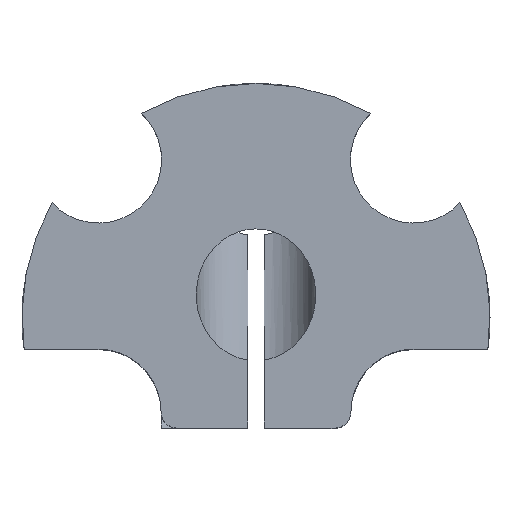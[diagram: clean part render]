
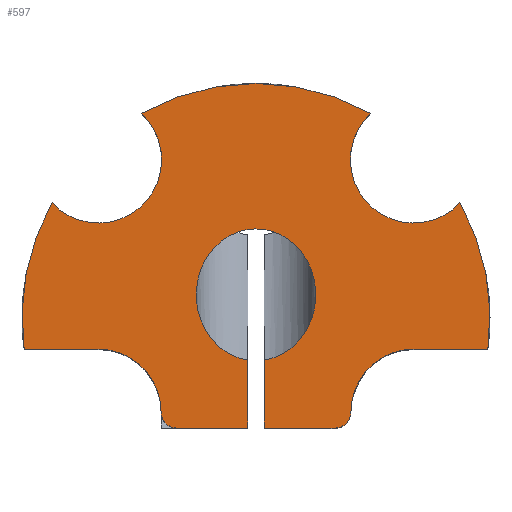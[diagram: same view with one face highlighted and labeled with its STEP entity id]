
A CAD part, top view. The second image highlights one B-rep face of the part: STEP entity #597.
In plain terms, the highlighted planar face has unit normal (0, 0, 1).
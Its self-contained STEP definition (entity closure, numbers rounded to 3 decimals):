
#18=ELLIPSE('',#658,13.241,12.);
#21=PLANE('',#650);
#63=FACE_OUTER_BOUND('',#99,.T.);
#99=EDGE_LOOP('',(#424,#425,#426,#427,#428,#429,#430,#431,#432,#433,#434,
#435,#436,#437,#438,#439));
#139=LINE('',#1023,#184);
#140=LINE('',#1029,#185);
#141=LINE('',#1035,#186);
#142=LINE('',#1041,#187);
#143=LINE('',#1043,#188);
#144=LINE('',#1046,#189);
#184=VECTOR('',#735,14.224);
#185=VECTOR('',#740,12.565);
#186=VECTOR('',#747,12.565);
#187=VECTOR('',#752,14.224);
#188=VECTOR('',#753,11.433);
#189=VECTOR('',#756,11.433);
#224=CIRCLE('',#641,47.);
#227=CIRCLE('',#648,47.);
#229=CIRCLE('',#651,3.175);
#230=CIRCLE('',#652,12.7);
#231=CIRCLE('',#653,47.);
#232=CIRCLE('',#654,12.7);
#233=CIRCLE('',#655,12.7);
#234=CIRCLE('',#656,12.7);
#235=CIRCLE('',#657,3.175);
#254=VERTEX_POINT('',#883);
#255=VERTEX_POINT('',#885);
#262=VERTEX_POINT('',#974);
#264=VERTEX_POINT('',#977);
#268=VERTEX_POINT('',#1021);
#269=VERTEX_POINT('',#1022);
#270=VERTEX_POINT('',#1024);
#271=VERTEX_POINT('',#1026);
#272=VERTEX_POINT('',#1028);
#273=VERTEX_POINT('',#1030);
#274=VERTEX_POINT('',#1034);
#275=VERTEX_POINT('',#1036);
#276=VERTEX_POINT('',#1038);
#277=VERTEX_POINT('',#1040);
#278=VERTEX_POINT('',#1042);
#279=VERTEX_POINT('',#1044);
#314=EDGE_CURVE('',#255,#254,#224,.F.);
#325=EDGE_CURVE('',#264,#262,#227,.F.);
#330=EDGE_CURVE('',#268,#269,#139,.T.);
#331=EDGE_CURVE('',#268,#270,#229,.T.);
#332=EDGE_CURVE('',#271,#270,#230,.T.);
#333=EDGE_CURVE('',#272,#271,#140,.T.);
#334=EDGE_CURVE('',#272,#273,#231,.F.);
#335=EDGE_CURVE('',#255,#273,#232,.T.);
#336=EDGE_CURVE('',#264,#254,#233,.T.);
#337=EDGE_CURVE('',#262,#274,#141,.T.);
#338=EDGE_CURVE('',#274,#275,#234,.T.);
#339=EDGE_CURVE('',#275,#276,#235,.T.);
#340=EDGE_CURVE('',#277,#276,#142,.T.);
#341=EDGE_CURVE('',#278,#277,#143,.T.);
#342=EDGE_CURVE('',#279,#278,#18,.F.);
#343=EDGE_CURVE('',#269,#279,#144,.T.);
#424=ORIENTED_EDGE('',*,*,#330,.F.);
#425=ORIENTED_EDGE('',*,*,#331,.T.);
#426=ORIENTED_EDGE('',*,*,#332,.F.);
#427=ORIENTED_EDGE('',*,*,#333,.F.);
#428=ORIENTED_EDGE('',*,*,#334,.T.);
#429=ORIENTED_EDGE('',*,*,#335,.F.);
#430=ORIENTED_EDGE('',*,*,#314,.T.);
#431=ORIENTED_EDGE('',*,*,#336,.F.);
#432=ORIENTED_EDGE('',*,*,#325,.T.);
#433=ORIENTED_EDGE('',*,*,#337,.T.);
#434=ORIENTED_EDGE('',*,*,#338,.T.);
#435=ORIENTED_EDGE('',*,*,#339,.T.);
#436=ORIENTED_EDGE('',*,*,#340,.F.);
#437=ORIENTED_EDGE('',*,*,#341,.F.);
#438=ORIENTED_EDGE('',*,*,#342,.F.);
#439=ORIENTED_EDGE('',*,*,#343,.F.);
#597=ADVANCED_FACE('',(#63),#21,.T.);
#641=AXIS2_PLACEMENT_3D('',#886,#710,#711);
#648=AXIS2_PLACEMENT_3D('',#978,#728,#729);
#650=AXIS2_PLACEMENT_3D('',#1020,#733,#734);
#651=AXIS2_PLACEMENT_3D('',#1025,#736,#737);
#652=AXIS2_PLACEMENT_3D('',#1027,#738,#739);
#653=AXIS2_PLACEMENT_3D('',#1031,#741,#742);
#654=AXIS2_PLACEMENT_3D('',#1032,#743,#744);
#655=AXIS2_PLACEMENT_3D('',#1033,#745,#746);
#656=AXIS2_PLACEMENT_3D('',#1037,#748,#749);
#657=AXIS2_PLACEMENT_3D('',#1039,#750,#751);
#658=AXIS2_PLACEMENT_3D('',#1045,#754,#755);
#710=DIRECTION('center_axis',(0.,0.,-1.));
#711=DIRECTION('ref_axis',(-1.,0.,0.));
#728=DIRECTION('center_axis',(0.,0.,-1.));
#729=DIRECTION('ref_axis',(-1.,0.,0.));
#733=DIRECTION('center_axis',(0.,0.,1.));
#734=DIRECTION('ref_axis',(1.,0.,0.));
#735=DIRECTION('',(-1.,0.,0.));
#736=DIRECTION('center_axis',(0.,0.,1.));
#737=DIRECTION('ref_axis',(1.,0.,0.));
#738=DIRECTION('center_axis',(0.,0.,1.));
#739=DIRECTION('ref_axis',(1.,0.,0.));
#740=DIRECTION('',(-1.,0.,0.));
#741=DIRECTION('center_axis',(0.,0.,-1.));
#742=DIRECTION('ref_axis',(-1.,0.,0.));
#743=DIRECTION('center_axis',(0.,0.,1.));
#744=DIRECTION('ref_axis',(1.,0.,0.));
#745=DIRECTION('center_axis',(0.,0.,1.));
#746=DIRECTION('ref_axis',(1.,0.,0.));
#747=DIRECTION('',(1.,0.,0.));
#748=DIRECTION('center_axis',(0.,0.,-1.));
#749=DIRECTION('ref_axis',(-1.,0.,0.));
#750=DIRECTION('center_axis',(0.,0.,1.));
#751=DIRECTION('ref_axis',(1.,0.,0.));
#752=DIRECTION('',(-1.,0.,0.));
#753=DIRECTION('',(0.,-1.,0.));
#754=DIRECTION('center_axis',(0.,0.,-1.));
#755=DIRECTION('ref_axis',(0.,1.,0.));
#756=DIRECTION('',(0.,1.,0.));
#883=CARTESIAN_POINT('',(-23.026,40.973,38.1));
#885=CARTESIAN_POINT('',(23.026,40.973,38.1));
#886=CARTESIAN_POINT('Origin',(0.,0.,38.1));
#974=CARTESIAN_POINT('',(-46.569,-6.35,38.1));
#977=CARTESIAN_POINT('',(-40.973,23.026,38.1));
#978=CARTESIAN_POINT('Origin',(0.,0.,38.1));
#1020=CARTESIAN_POINT('Origin',(0.,0.,38.1));
#1021=CARTESIAN_POINT('',(15.875,-22.225,38.1));
#1022=CARTESIAN_POINT('',(1.651,-22.225,38.1));
#1023=CARTESIAN_POINT('',(15.875,-22.225,38.1));
#1024=CARTESIAN_POINT('',(19.05,-19.05,38.1));
#1025=CARTESIAN_POINT('Origin',(15.875,-19.05,38.1));
#1026=CARTESIAN_POINT('',(31.75,-6.35,38.1));
#1027=CARTESIAN_POINT('Origin',(31.75,-19.05,38.1));
#1028=CARTESIAN_POINT('',(46.569,-6.35,38.1));
#1029=CARTESIAN_POINT('',(44.315,-6.35,38.1));
#1030=CARTESIAN_POINT('',(40.973,23.026,38.1));
#1031=CARTESIAN_POINT('Origin',(0.,0.,38.1));
#1032=CARTESIAN_POINT('Origin',(31.655,31.655,38.1));
#1033=CARTESIAN_POINT('Origin',(-31.655,31.655,38.1));
#1034=CARTESIAN_POINT('',(-31.75,-6.35,38.1));
#1035=CARTESIAN_POINT('',(-44.315,-6.35,38.1));
#1036=CARTESIAN_POINT('',(-19.05,-19.05,38.1));
#1037=CARTESIAN_POINT('Origin',(-31.75,-19.05,38.1));
#1038=CARTESIAN_POINT('',(-15.875,-22.225,38.1));
#1039=CARTESIAN_POINT('Origin',(-15.875,-19.05,38.1));
#1040=CARTESIAN_POINT('',(-1.651,-22.225,38.1));
#1041=CARTESIAN_POINT('',(-1.651,-22.225,38.1));
#1042=CARTESIAN_POINT('',(-1.651,-8.567,38.1));
#1043=CARTESIAN_POINT('',(-1.651,-10.792,38.1));
#1044=CARTESIAN_POINT('',(1.651,-8.567,38.1));
#1045=CARTESIAN_POINT('Origin',(0.,4.547,38.1));
#1046=CARTESIAN_POINT('',(1.651,-22.225,38.1));
